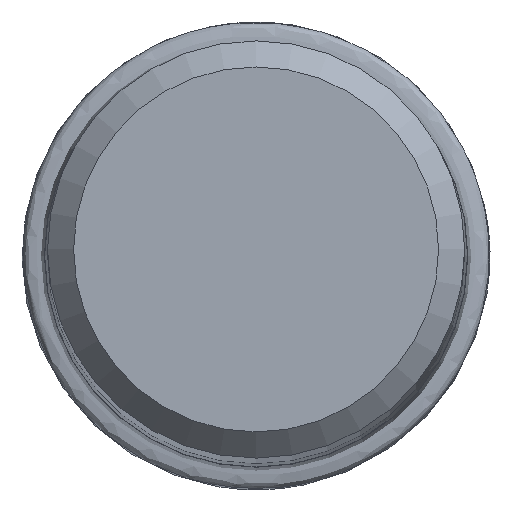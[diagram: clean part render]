
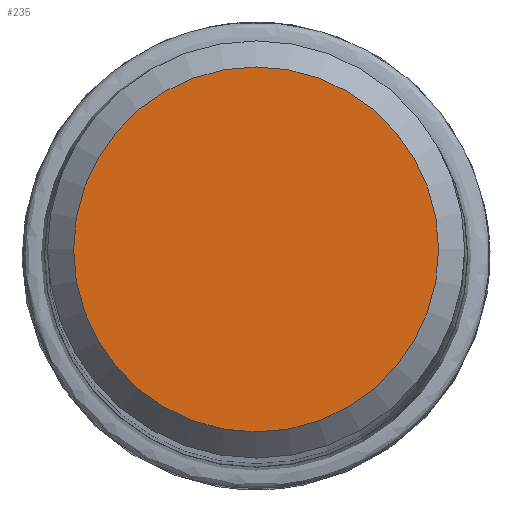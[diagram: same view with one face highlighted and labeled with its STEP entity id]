
A CAD part, top view. The second image highlights one B-rep face of the part: STEP entity #235.
In plain terms, the highlighted planar face has unit normal (0, 0, 1).
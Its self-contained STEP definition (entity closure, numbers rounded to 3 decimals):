
#100=PLANE('',#400);
#102=FACE_OUTER_BOUND('',#132,.T.);
#132=EDGE_LOOP('',(#166));
#166=ORIENTED_EDGE('',*,*,#186,.F.);
#186=EDGE_CURVE('',#289,#289,#203,.T.);
#203=CIRCLE('',#399,7.);
#235=ADVANCED_FACE('CU_SU3',(#102),#100,.F.);
#289=VERTEX_POINT('',#5643);
#399=AXIS2_PLACEMENT_3D('',#5642,#481,#482);
#400=AXIS2_PLACEMENT_3D('',#5644,#483,#484);
#481=DIRECTION('',(0.,0.,-1.));
#482=DIRECTION('',(-1.,0.,0.));
#483=DIRECTION('',(0.,0.,-1.));
#484=DIRECTION('',(-1.,0.,0.));
#5642=CARTESIAN_POINT('',(0.,0.,0.));
#5643=CARTESIAN_POINT('',(-7.,0.,0.));
#5644=CARTESIAN_POINT('',(0.,0.,0.));
